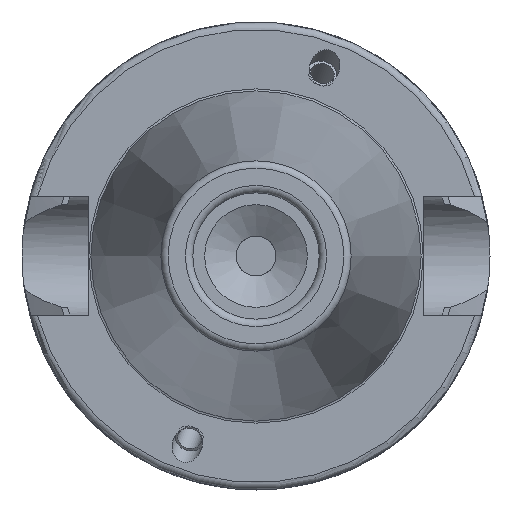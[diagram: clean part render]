
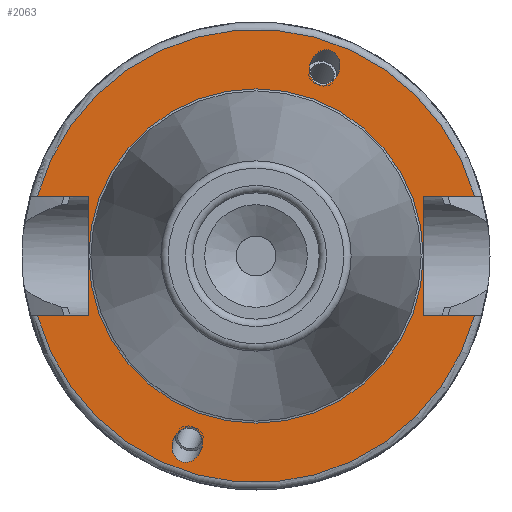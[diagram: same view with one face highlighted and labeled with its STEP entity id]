
A CAD part, left-side view. The second image highlights one B-rep face of the part: STEP entity #2063.
In plain terms, the highlighted planar face has unit normal (-1, 0, 0).
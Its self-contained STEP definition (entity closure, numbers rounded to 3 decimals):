
#83=ELLIPSE('',#2294,2.442,2.);
#92=ELLIPSE('',#2317,2.442,2.);
#128=FACE_BOUND('',#507,.T.);
#129=FACE_BOUND('',#508,.T.);
#130=FACE_BOUND('',#509,.T.);
#225=CIRCLE('',#2341,30.5);
#237=CIRCLE('',#2363,22.5);
#238=CIRCLE('',#2365,30.5);
#371=FACE_OUTER_BOUND('',#506,.T.);
#506=EDGE_LOOP('',(#1667,#1668,#1669,#1670,#1671,#1672,#1673,#1674));
#507=EDGE_LOOP('',(#1675));
#508=EDGE_LOOP('',(#1676));
#509=EDGE_LOOP('',(#1677));
#629=LINE('',#3574,#763);
#633=LINE('',#3582,#767);
#636=LINE('',#3602,#770);
#647=LINE('',#3702,#781);
#650=LINE('',#3723,#784);
#652=LINE('',#3726,#786);
#763=VECTOR('',#2728,10.);
#767=VECTOR('',#2734,10.);
#770=VECTOR('',#2739,10.);
#781=VECTOR('',#2794,10.);
#784=VECTOR('',#2799,10.);
#786=VECTOR('',#2803,10.);
#901=VERTEX_POINT('',#3414);
#916=VERTEX_POINT('',#3495);
#932=VERTEX_POINT('',#3562);
#933=VERTEX_POINT('',#3573);
#935=VERTEX_POINT('',#3579);
#936=VERTEX_POINT('',#3581);
#951=VERTEX_POINT('',#3662);
#958=VERTEX_POINT('',#3699);
#959=VERTEX_POINT('',#3701);
#963=VERTEX_POINT('',#3722);
#971=VERTEX_POINT('',#3752);
#1123=EDGE_CURVE('',#901,#901,#83,.T.);
#1146=EDGE_CURVE('',#916,#916,#92,.T.);
#1163=EDGE_CURVE('',#933,#932,#629,.T.);
#1167=EDGE_CURVE('',#936,#935,#633,.T.);
#1172=EDGE_CURVE('',#935,#933,#636,.T.);
#1192=EDGE_CURVE('',#936,#951,#225,.T.);
#1202=EDGE_CURVE('',#959,#958,#647,.T.);
#1207=EDGE_CURVE('',#963,#951,#650,.T.);
#1209=EDGE_CURVE('',#958,#963,#652,.T.);
#1223=EDGE_CURVE('',#971,#971,#237,.T.);
#1224=EDGE_CURVE('',#959,#932,#238,.T.);
#1667=ORIENTED_EDGE('',*,*,#1163,.T.);
#1668=ORIENTED_EDGE('',*,*,#1224,.F.);
#1669=ORIENTED_EDGE('',*,*,#1202,.T.);
#1670=ORIENTED_EDGE('',*,*,#1209,.T.);
#1671=ORIENTED_EDGE('',*,*,#1207,.T.);
#1672=ORIENTED_EDGE('',*,*,#1192,.F.);
#1673=ORIENTED_EDGE('',*,*,#1167,.T.);
#1674=ORIENTED_EDGE('',*,*,#1172,.T.);
#1675=ORIENTED_EDGE('',*,*,#1123,.T.);
#1676=ORIENTED_EDGE('',*,*,#1146,.T.);
#1677=ORIENTED_EDGE('',*,*,#1223,.T.);
#1966=PLANE('',#2364);
#2063=ADVANCED_FACE('',(#371,#128,#129,#130),#1966,.T.);
#2294=AXIS2_PLACEMENT_3D('',#3416,#2660,#2661);
#2317=AXIS2_PLACEMENT_3D('',#3497,#2713,#2714);
#2341=AXIS2_PLACEMENT_3D('',#3663,#2781,#2782);
#2363=AXIS2_PLACEMENT_3D('',#3754,#2839,#2840);
#2364=AXIS2_PLACEMENT_3D('',#3755,#2841,#2842);
#2365=AXIS2_PLACEMENT_3D('',#3756,#2843,#2844);
#2660=DIRECTION('center_axis',(1.,0.,0.));
#2661=DIRECTION('ref_axis',(0.,-0.342,0.94));
#2713=DIRECTION('center_axis',(1.,0.,0.));
#2714=DIRECTION('ref_axis',(0.,0.342,-0.94));
#2728=DIRECTION('',(0.,-1.,0.));
#2734=DIRECTION('',(0.,1.,0.));
#2739=DIRECTION('',(0.,0.,1.));
#2781=DIRECTION('center_axis',(1.,0.,0.));
#2782=DIRECTION('ref_axis',(0.,0.,-1.));
#2794=DIRECTION('',(0.,-1.,0.));
#2799=DIRECTION('',(0.,1.,0.));
#2803=DIRECTION('',(0.,0.,-1.));
#2839=DIRECTION('center_axis',(1.,0.,0.));
#2840=DIRECTION('ref_axis',(0.,0.,-1.));
#2841=DIRECTION('center_axis',(-1.,0.,0.));
#2842=DIRECTION('ref_axis',(0.,0.,1.));
#2843=DIRECTION('center_axis',(1.,0.,0.));
#2844=DIRECTION('ref_axis',(0.,0.,-1.));
#3414=CARTESIAN_POINT('',(2.,-8.399,23.077));
#3416=CARTESIAN_POINT('Origin',(2.,-9.235,25.372));
#3495=CARTESIAN_POINT('',(2.,8.399,-23.077));
#3497=CARTESIAN_POINT('Origin',(2.,9.235,-25.372));
#3562=CARTESIAN_POINT('',(2.,-29.418,8.05));
#3573=CARTESIAN_POINT('',(2.,-22.6,8.05));
#3574=CARTESIAN_POINT('',(2.,3.95,8.05));
#3579=CARTESIAN_POINT('',(2.,-22.6,-8.05));
#3581=CARTESIAN_POINT('',(2.,-29.418,-8.05));
#3582=CARTESIAN_POINT('',(2.,3.95,-8.05));
#3602=CARTESIAN_POINT('',(2.,-22.6,0.));
#3662=CARTESIAN_POINT('',(2.,29.418,-8.05));
#3663=CARTESIAN_POINT('Origin',(2.,0.,0.));
#3699=CARTESIAN_POINT('',(2.,22.6,8.05));
#3701=CARTESIAN_POINT('',(2.,29.418,8.05));
#3702=CARTESIAN_POINT('',(2.,26.55,8.05));
#3722=CARTESIAN_POINT('',(2.,22.6,-8.05));
#3723=CARTESIAN_POINT('',(2.,26.55,-8.05));
#3726=CARTESIAN_POINT('',(2.,22.6,0.));
#3752=CARTESIAN_POINT('',(2.,0.,22.5));
#3754=CARTESIAN_POINT('Origin',(2.,0.,0.));
#3755=CARTESIAN_POINT('Origin',(2.,30.5,0.));
#3756=CARTESIAN_POINT('Origin',(2.,0.,0.));
